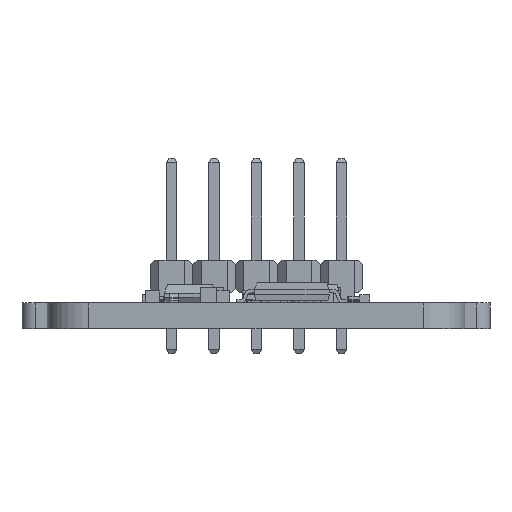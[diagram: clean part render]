
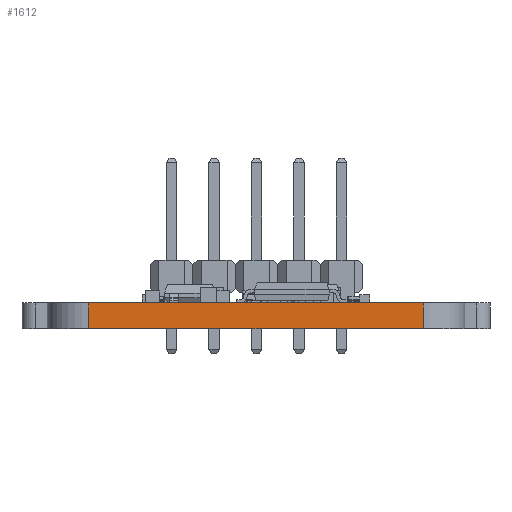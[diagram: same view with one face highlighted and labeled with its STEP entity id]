
A CAD part, front view. The second image highlights one B-rep face of the part: STEP entity #1612.
In plain terms, the highlighted planar face has unit normal (0, -1, 0).
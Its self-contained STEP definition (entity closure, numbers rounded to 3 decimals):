
#1583 = EDGE_CURVE('',#1584,#1586,#1588,.T.);
#1584 = VERTEX_POINT('',#1585);
#1585 = CARTESIAN_POINT('',(10.,-12.5,0.));
#1586 = VERTEX_POINT('',#1587);
#1587 = CARTESIAN_POINT('',(10.,-12.5,1.545));
#1588 = LINE('',#1589,#1590);
#1589 = CARTESIAN_POINT('',(10.,-12.5,0.));
#1590 = VECTOR('',#1591,1.);
#1591 = DIRECTION('',(0.,0.,1.));
#1612 = ADVANCED_FACE('',(#1613),#1638,.F.);
#1613 = FACE_BOUND('',#1614,.F.);
#1614 = EDGE_LOOP('',(#1615,#1625,#1631,#1632));
#1615 = ORIENTED_EDGE('',*,*,#1616,.T.);
#1616 = EDGE_CURVE('',#1617,#1619,#1621,.T.);
#1617 = VERTEX_POINT('',#1618);
#1618 = CARTESIAN_POINT('',(-10.,-12.5,0.));
#1619 = VERTEX_POINT('',#1620);
#1620 = CARTESIAN_POINT('',(-10.,-12.5,1.545));
#1621 = LINE('',#1622,#1623);
#1622 = CARTESIAN_POINT('',(-10.,-12.5,0.));
#1623 = VECTOR('',#1624,1.);
#1624 = DIRECTION('',(0.,0.,1.));
#1625 = ORIENTED_EDGE('',*,*,#1626,.T.);
#1626 = EDGE_CURVE('',#1619,#1586,#1627,.T.);
#1627 = LINE('',#1628,#1629);
#1628 = CARTESIAN_POINT('',(-10.,-12.5,1.545));
#1629 = VECTOR('',#1630,1.);
#1630 = DIRECTION('',(1.,0.,0.));
#1631 = ORIENTED_EDGE('',*,*,#1583,.F.);
#1632 = ORIENTED_EDGE('',*,*,#1633,.F.);
#1633 = EDGE_CURVE('',#1617,#1584,#1634,.T.);
#1634 = LINE('',#1635,#1636);
#1635 = CARTESIAN_POINT('',(-10.,-12.5,0.));
#1636 = VECTOR('',#1637,1.);
#1637 = DIRECTION('',(1.,0.,0.));
#1638 = PLANE('',#1639);
#1639 = AXIS2_PLACEMENT_3D('',#1640,#1641,#1642);
#1640 = CARTESIAN_POINT('',(-10.,-12.5,0.));
#1641 = DIRECTION('',(0.,1.,0.));
#1642 = DIRECTION('',(1.,0.,0.));
